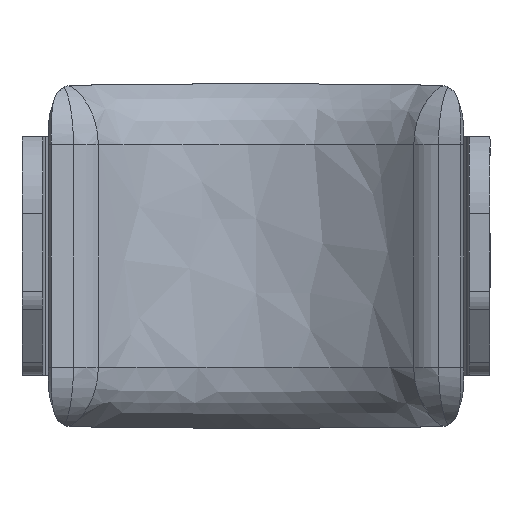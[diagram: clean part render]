
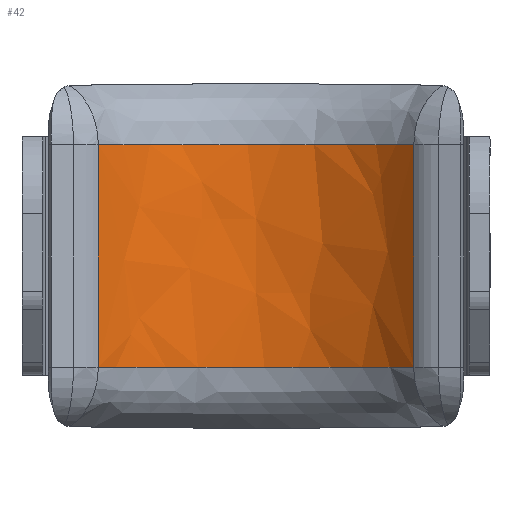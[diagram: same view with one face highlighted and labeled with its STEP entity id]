
A CAD part, front view. The second image highlights one B-rep face of the part: STEP entity #42.
In plain terms, the highlighted free-form (B-spline) face has degree [2, 3] with [5, 4] control points.
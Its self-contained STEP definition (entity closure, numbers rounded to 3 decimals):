
#42=ADVANCED_FACE('',(#303),#3936,.T.);
#303=FACE_OUTER_BOUND('',#564,.T.);
#564=EDGE_LOOP('',(#843,#844,#845,#846));
#843=ORIENTED_EDGE('',*,*,#2221,.F.);
#844=ORIENTED_EDGE('',*,*,#2168,.F.);
#845=ORIENTED_EDGE('',*,*,#2245,.F.);
#846=ORIENTED_EDGE('',*,*,#2234,.F.);
#2168=EDGE_CURVE('',#3359,#3360,#2786,.T.);
#2221=EDGE_CURVE('',#3360,#3357,#3243,.T.);
#2234=EDGE_CURVE('',#3357,#3358,#2830,.T.);
#2245=EDGE_CURVE('',#3358,#3359,#3250,.T.);
#2786=B_SPLINE_CURVE_WITH_KNOTS('',1,(#8103,#8104),.UNSPECIFIED.,.F.,.F.,
(2,2),(0.,21.434),.UNSPECIFIED.);
#2830=B_SPLINE_CURVE_WITH_KNOTS('',1,(#8487,#8488),.UNSPECIFIED.,.F.,.F.,
(2,2),(-21.434,0.),.UNSPECIFIED.);
#3243=(
BOUNDED_CURVE()
B_SPLINE_CURVE(2,(#8401,#8402,#8403,#8404,#8405),.UNSPECIFIED.,.F.,.F.)
B_SPLINE_CURVE_WITH_KNOTS((3,2,3),(-34.46,-17.23,
0.),.UNSPECIFIED.)
CURVE()
GEOMETRIC_REPRESENTATION_ITEM()
RATIONAL_B_SPLINE_CURVE((1.,0.909,1.,0.909,1.))
REPRESENTATION_ITEM('')
);
#3250=(
BOUNDED_CURVE()
B_SPLINE_CURVE(2,(#8562,#8563,#8564,#8565,#8566),.UNSPECIFIED.,.F.,.F.)
B_SPLINE_CURVE_WITH_KNOTS((3,2,3),(0.,17.23,34.46),
 .UNSPECIFIED.)
CURVE()
GEOMETRIC_REPRESENTATION_ITEM()
RATIONAL_B_SPLINE_CURVE((1.,0.909,1.,0.909,1.))
REPRESENTATION_ITEM('')
);
#3357=VERTEX_POINT('',#7009);
#3358=VERTEX_POINT('',#7010);
#3359=VERTEX_POINT('',#7011);
#3360=VERTEX_POINT('',#7012);
#3936=(
BOUNDED_SURFACE()
B_SPLINE_SURFACE(2,3,((#4468,#4469,#4470,#4471),(#4472,#4473,#4474,#4475),
(#4476,#4477,#4478,#4479),(#4480,#4481,#4482,#4483),(#4484,#4485,#4486,
#4487)),.UNSPECIFIED.,.F.,.F.,.F.)
B_SPLINE_SURFACE_WITH_KNOTS((3,2,3),(4,4),(0.,17.23,34.46),
(0.,21.434),.UNSPECIFIED.)
GEOMETRIC_REPRESENTATION_ITEM()
RATIONAL_B_SPLINE_SURFACE(((1.,1.,1.,1.),(0.909,
0.909,0.909,0.909),(1.,1.,1.,
1.),(0.909,0.909,0.909,0.909),
(1.,1.,1.,1.)))
REPRESENTATION_ITEM('')
SURFACE()
);
#4468=CARTESIAN_POINT('',(15.176,-6.974,0.));
#4469=CARTESIAN_POINT('',(15.176,-6.974,-7.145));
#4470=CARTESIAN_POINT('',(15.176,-6.974,-14.289));
#4471=CARTESIAN_POINT('',(15.176,-6.974,-21.434));
#4472=CARTESIAN_POINT('',(9.191,0.,0.));
#4473=CARTESIAN_POINT('',(9.191,0.,-7.145));
#4474=CARTESIAN_POINT('',(9.191,0.,-14.289));
#4475=CARTESIAN_POINT('',(9.191,0.,-21.434));
#4476=CARTESIAN_POINT('',(0.,0.,0.));
#4477=CARTESIAN_POINT('',(0.,0.,-7.145));
#4478=CARTESIAN_POINT('',(0.,0.,-14.289));
#4479=CARTESIAN_POINT('',(0.,0.,-21.434));
#4480=CARTESIAN_POINT('',(-9.191,0.,0.));
#4481=CARTESIAN_POINT('',(-9.191,0.,-7.145));
#4482=CARTESIAN_POINT('',(-9.191,0.,-14.289));
#4483=CARTESIAN_POINT('',(-9.191,0.,-21.434));
#4484=CARTESIAN_POINT('',(-15.176,-6.974,0.));
#4485=CARTESIAN_POINT('',(-15.176,-6.974,-7.145));
#4486=CARTESIAN_POINT('',(-15.176,-6.974,-14.289));
#4487=CARTESIAN_POINT('',(-15.176,-6.974,-21.434));
#7009=CARTESIAN_POINT('',(15.176,-6.974,0.));
#7010=CARTESIAN_POINT('',(15.176,-6.974,-21.434));
#7011=CARTESIAN_POINT('',(-15.176,-6.974,-21.434));
#7012=CARTESIAN_POINT('',(-15.176,-6.974,0.));
#8103=CARTESIAN_POINT('',(-15.176,-6.974,-21.434));
#8104=CARTESIAN_POINT('',(-15.176,-6.974,0.));
#8401=CARTESIAN_POINT('',(-15.176,-6.974,0.));
#8402=CARTESIAN_POINT('',(-9.191,0.,0.));
#8403=CARTESIAN_POINT('',(0.,0.,0.));
#8404=CARTESIAN_POINT('',(9.191,0.,0.));
#8405=CARTESIAN_POINT('',(15.176,-6.974,0.));
#8487=CARTESIAN_POINT('',(15.176,-6.974,0.));
#8488=CARTESIAN_POINT('',(15.176,-6.974,-21.434));
#8562=CARTESIAN_POINT('',(15.176,-6.974,-21.434));
#8563=CARTESIAN_POINT('',(9.191,0.,-21.434));
#8564=CARTESIAN_POINT('',(0.,0.,-21.434));
#8565=CARTESIAN_POINT('',(-9.191,0.,-21.434));
#8566=CARTESIAN_POINT('',(-15.176,-6.974,-21.434));
